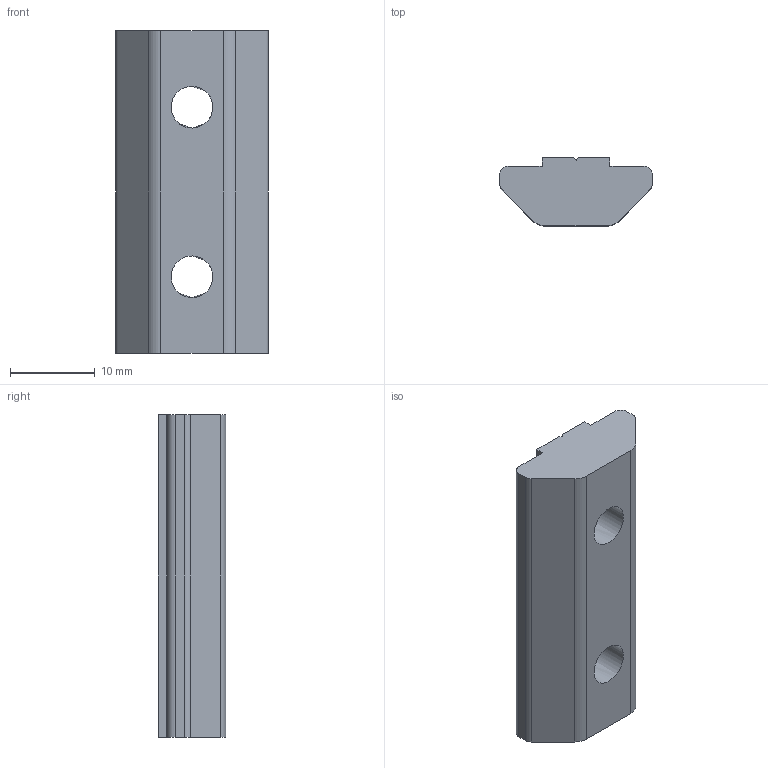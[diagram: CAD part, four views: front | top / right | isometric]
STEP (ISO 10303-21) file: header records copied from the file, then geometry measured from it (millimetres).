
FILE_DESCRIPTION((''),'2;1');
FILE_NAME('MA1400.stp','2011-05-10T15:22:58',('giancarlo'),(''),'Autodesk Inventor 2010','Autodesk Inventor 2010','');
FILE_SCHEMA(('AUTOMOTIVE_DESIGN { 1 0 10303 214 1 1 1 1 }'));
Length unit declared in the file: millimetre
Products named in the file (1): MA1400
Bounding box: 18 x 8 x 38 mm (x, y, z)
Volume: 3991.6 mm3; surface area: 2135.6 mm2
Topology: 1 solids, 1 shells, 27 faces, 81 edges, 54 vertices
Faces by surface type: plane 19, cylinder 6, bspline 2
Entity records: 953 total; most frequent: CARTESIAN_POINT 191, DIRECTION 155, ORIENTED_EDGE 154, EDGE_CURVE 77, AXIS2_PLACEMENT_3D 52, VERTEX_POINT 52, VECTOR 51, LINE 51
